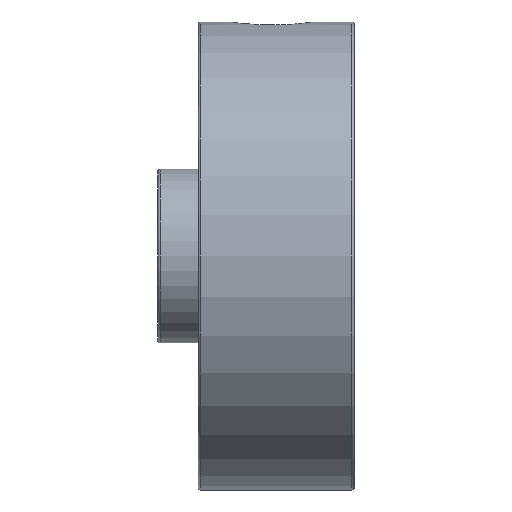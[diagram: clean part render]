
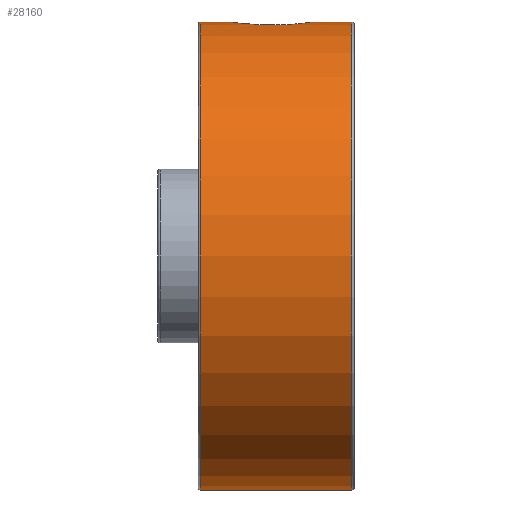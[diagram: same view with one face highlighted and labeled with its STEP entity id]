
A CAD part, left-side view. The second image highlights one B-rep face of the part: STEP entity #28160.
In plain terms, the highlighted cylindrical face has radius 10.5 mm (diameter 21 mm), a partial arc.
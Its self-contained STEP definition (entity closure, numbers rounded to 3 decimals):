
#201 = LINE ( 'NONE', #22001, #1274 ) ;
#356 = DIRECTION ( 'NONE',  ( 0., -1., 0. ) ) ;
#741 = CARTESIAN_POINT ( 'NONE',  ( -0.135, 5.5, 10.5 ) ) ;
#806 = DIRECTION ( 'NONE',  ( 0., 0., -1. ) ) ;
#1274 = VECTOR ( 'NONE', #356, 1000. ) ;
#1340 = EDGE_CURVE ( 'NONE', #11039, #22609, #27223, .T. ) ;
#1536 = CARTESIAN_POINT ( 'NONE',  ( -0.923, 5.244, 10.46 ) ) ;
#1641 = LINE ( 'NONE', #1795, #19451 ) ;
#1795 = CARTESIAN_POINT ( 'NONE',  ( 0., 7., -10.5 ) ) ;
#1817 = CARTESIAN_POINT ( 'NONE',  ( 0., 1.879, 10.5 ) ) ;
#2825 = CARTESIAN_POINT ( 'NONE',  ( -1.024, 2.238, 10.45 ) ) ;
#3089 = EDGE_CURVE ( 'NONE', #6688, #4360, #11546, .T. ) ;
#3706 = VERTEX_POINT ( 'NONE', #22515 ) ;
#3903 = CARTESIAN_POINT ( 'NONE',  ( -1.046, 5.132, 10.448 ) ) ;
#4210 = CARTESIAN_POINT ( 'NONE',  ( -1.351, 4.731, 10.413 ) ) ;
#4223 = ORIENTED_EDGE ( 'NONE', *, *, #21570, .F. ) ;
#4360 = VERTEX_POINT ( 'NONE', #5610 ) ;
#5610 = CARTESIAN_POINT ( 'NONE',  ( 0., 0.1, 10.5 ) ) ;
#5637 = DIRECTION ( 'NONE',  ( 0., 0., 1. ) ) ;
#5787 = CARTESIAN_POINT ( 'NONE',  ( 0., 5.5, 10.5 ) ) ;
#6007 = ORIENTED_EDGE ( 'NONE', *, *, #1340, .T. ) ;
#6688 = VERTEX_POINT ( 'NONE', #20688 ) ;
#8330 = EDGE_CURVE ( 'NONE', #11039, #4360, #27469, .T. ) ;
#8808 = CARTESIAN_POINT ( 'NONE',  ( -1.611, 3.94, 10.376 ) ) ;
#9013 = EDGE_CURVE ( 'NONE', #22609, #23441, #23824, .T. ) ;
#9255 = ORIENTED_EDGE ( 'NONE', *, *, #22815, .T. ) ;
#10288 = FACE_OUTER_BOUND ( 'NONE', #24138, .T. ) ;
#10447 = DIRECTION ( 'NONE',  ( 0., -1., 0. ) ) ;
#11039 = VERTEX_POINT ( 'NONE', #1817 ) ;
#11101 = ORIENTED_EDGE ( 'NONE', *, *, #8330, .F. ) ;
#11208 = DIRECTION ( 'NONE',  ( 0., -1., 0. ) ) ;
#11546 = CIRCLE ( 'NONE', #25660, 10.5 ) ;
#11786 = EDGE_CURVE ( 'NONE', #23441, #3706, #24887, .T. ) ;
#12155 = CARTESIAN_POINT ( 'NONE',  ( -0.745, 2.056, 10.474 ) ) ;
#12308 = CARTESIAN_POINT ( 'NONE',  ( -0.443, 1.925, 10.493 ) ) ;
#13244 = CARTESIAN_POINT ( 'NONE',  ( 0., 6.9, 0. ) ) ;
#13550 = CARTESIAN_POINT ( 'NONE',  ( -0.784, 5.34, 10.471 ) ) ;
#13716 = ORIENTED_EDGE ( 'NONE', *, *, #24327, .T. ) ;
#14528 = CARTESIAN_POINT ( 'NONE',  ( -1.106, 2.31, 10.442 ) ) ;
#14665 = DIRECTION ( 'NONE',  ( 0., 1., 0. ) ) ;
#14730 = CARTESIAN_POINT ( 'NONE',  ( 0., 6.9, -10.5 ) ) ;
#14838 = CARTESIAN_POINT ( 'NONE',  ( -1.601, 3.161, 10.378 ) ) ;
#15147 = ORIENTED_EDGE ( 'NONE', *, *, #3089, .T. ) ;
#15187 = CYLINDRICAL_SURFACE ( 'NONE', #16960, 10.5 ) ;
#15420 = AXIS2_PLACEMENT_3D ( 'NONE', #13244, #22411, #22565 ) ;
#16327 = VECTOR ( 'NONE', #11208, 1000. ) ;
#16960 = AXIS2_PLACEMENT_3D ( 'NONE', #24511, #10447, #806 ) ;
#17203 = CARTESIAN_POINT ( 'NONE',  ( -1.618, 3.604, 10.375 ) ) ;
#17426 = CIRCLE ( 'NONE', #15420, 10.5 ) ;
#18130 = CARTESIAN_POINT ( 'NONE',  ( -1.545, 4.267, 10.386 ) ) ;
#18587 = CARTESIAN_POINT ( 'NONE',  ( -0.784, 5.34, 10.471 ) ) ;
#19417 = CARTESIAN_POINT ( 'NONE',  ( -0.221, 1.879, 10.5 ) ) ;
#19451 = VECTOR ( 'NONE', #21074, 1000. ) ;
#19576 = CARTESIAN_POINT ( 'NONE',  ( -1.488, 2.846, 10.394 ) ) ;
#20688 = CARTESIAN_POINT ( 'NONE',  ( 0., 0.1, -10.5 ) ) ;
#21074 = DIRECTION ( 'NONE',  ( 0., -1., 0. ) ) ;
#21475 = VERTEX_POINT ( 'NONE', #21843 ) ;
#21570 = EDGE_CURVE ( 'NONE', #21475, #3706, #201, .T. ) ;
#21628 = CARTESIAN_POINT ( 'NONE',  ( -0.843, 2.111, 10.467 ) ) ;
#21790 = CARTESIAN_POINT ( 'NONE',  ( -1.257, 2.471, 10.425 ) ) ;
#21843 = CARTESIAN_POINT ( 'NONE',  ( 0., 6.9, 10.5 ) ) ;
#21946 = CARTESIAN_POINT ( 'NONE',  ( -1.44, 2.747, 10.401 ) ) ;
#22001 = CARTESIAN_POINT ( 'NONE',  ( 0., 7., 10.5 ) ) ;
#22080 = CARTESIAN_POINT ( 'NONE',  ( -0.66, 5.393, 10.48 ) ) ;
#22411 = DIRECTION ( 'NONE',  ( 0., -1., 0. ) ) ;
#22515 = CARTESIAN_POINT ( 'NONE',  ( 0., 5.5, 10.5 ) ) ;
#22565 = DIRECTION ( 'NONE',  ( 0., 0., 1. ) ) ;
#22609 = VERTEX_POINT ( 'NONE', #27353 ) ;
#22815 = EDGE_CURVE ( 'NONE', #25125, #6688, #1641, .T. ) ;
#23181 = CARTESIAN_POINT ( 'NONE',  ( -1.262, 4.874, 10.424 ) ) ;
#23334 = CARTESIAN_POINT ( 'NONE',  ( -1.624, 3.773, 10.374 ) ) ;
#23441 = VERTEX_POINT ( 'NONE', #18587 ) ;
#23824 = B_SPLINE_CURVE_WITH_KNOTS ( 'NONE', 3,
 ( #25849, #23334, #8808, #18130, #25546, #4210, #23181, #3903, #1536, #13550 ),
 .UNSPECIFIED., .F., .F.,
 ( 4, 2, 2, 2, 4 ),
 ( 0., 0.001, 0.001, 0.002, 0.002 ),
 .UNSPECIFIED. ) ;
#23838 = CARTESIAN_POINT ( 'NONE',  ( 0., 1.879, 10.5 ) ) ;
#24138 = EDGE_LOOP ( 'NONE', ( #4223, #13716, #9255, #15147, #11101, #6007, #26466, #29471 ) ) ;
#24312 = CARTESIAN_POINT ( 'NONE',  ( -1.325, 2.56, 10.416 ) ) ;
#24327 = EDGE_CURVE ( 'NONE', #21475, #25125, #17426, .T. ) ;
#24511 = CARTESIAN_POINT ( 'NONE',  ( 0., 7., 0. ) ) ;
#24887 = B_SPLINE_CURVE_WITH_KNOTS ( 'NONE', 3,
 ( #27584, #22080, #27424, #27112, #741, #5787 ),
 .UNSPECIFIED., .F., .F.,
 ( 4, 2, 4 ),
 ( 0.009, 0.009, 0.009 ),
 .UNSPECIFIED. ) ;
#24911 = CARTESIAN_POINT ( 'NONE',  ( 0., 0.1, 0. ) ) ;
#25110 = CARTESIAN_POINT ( 'NONE',  ( 0., 7., 10.5 ) ) ;
#25125 = VERTEX_POINT ( 'NONE', #14730 ) ;
#25546 = CARTESIAN_POINT ( 'NONE',  ( -1.492, 4.43, 10.394 ) ) ;
#25660 = AXIS2_PLACEMENT_3D ( 'NONE', #24911, #14665, #5637 ) ;
#25849 = CARTESIAN_POINT ( 'NONE',  ( -1.618, 3.604, 10.375 ) ) ;
#26466 = ORIENTED_EDGE ( 'NONE', *, *, #9013, .T. ) ;
#27112 = CARTESIAN_POINT ( 'NONE',  ( -0.269, 5.486, 10.497 ) ) ;
#27223 = B_SPLINE_CURVE_WITH_KNOTS ( 'NONE', 3,
 ( #23838, #19417, #12308, #12155, #21628, #2825, #14528, #21790, #24312, #21946, #19576, #14838, #29196, #17203 ),
 .UNSPECIFIED., .F., .F.,
 ( 4, 2, 2, 2, 2, 2, 4 ),
 ( 0.001, 0.002, 0.002, 0.002, 0.003, 0.003, 0.004 ),
 .UNSPECIFIED. ) ;
#27353 = CARTESIAN_POINT ( 'NONE',  ( -1.618, 3.604, 10.375 ) ) ;
#27424 = CARTESIAN_POINT ( 'NONE',  ( -0.531, 5.433, 10.487 ) ) ;
#27469 = LINE ( 'NONE', #25110, #16327 ) ;
#27584 = CARTESIAN_POINT ( 'NONE',  ( -0.784, 5.34, 10.471 ) ) ;
#28160 = ADVANCED_FACE ( 'NONE', ( #10288 ), #15187, .T. ) ;
#29196 = CARTESIAN_POINT ( 'NONE',  ( -1.632, 3.381, 10.372 ) ) ;
#29471 = ORIENTED_EDGE ( 'NONE', *, *, #11786, .T. ) ;
